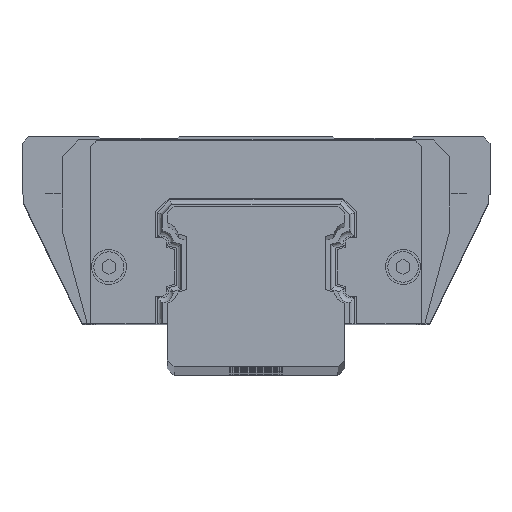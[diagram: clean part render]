
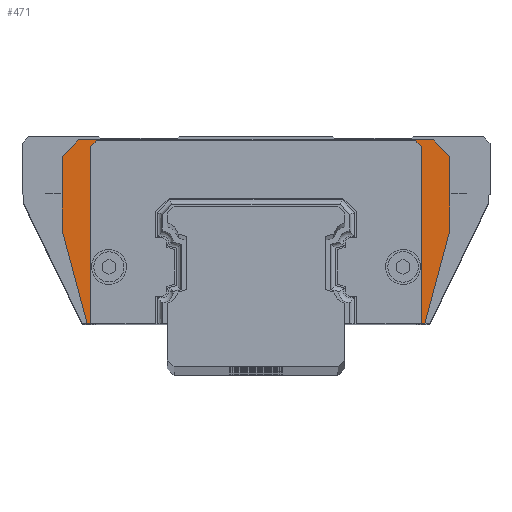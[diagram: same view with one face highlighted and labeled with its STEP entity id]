
A CAD part, top view. The second image highlights one B-rep face of the part: STEP entity #471.
In plain terms, the highlighted face is planar.
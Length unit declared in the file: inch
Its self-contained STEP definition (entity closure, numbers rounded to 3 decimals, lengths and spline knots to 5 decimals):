
#10 = VECTOR ( 'NONE', #6850, 39.37008 ) ;
#118 = EDGE_CURVE ( 'NONE', #7249, #12409, #7003, .T. ) ;
#192 = EDGE_CURVE ( 'NONE', #12409, #1191, #9524, .T. ) ;
#210 = EDGE_CURVE ( 'NONE', #1191, #3681, #10650, .T. ) ;
#471 = ADVANCED_FACE ( 'NONE', ( #13447 ), #2557, .T. ) ;
#495 = CARTESIAN_POINT ( 'NONE',  ( -0.51181, 0.74797, 1.94881 ) ) ;
#704 = VECTOR ( 'NONE', #7618, 39.37008 ) ;
#737 = DIRECTION ( 'NONE',  ( 0., 0., -1. ) ) ;
#782 = CARTESIAN_POINT ( 'NONE',  ( -0.51181, 0.82651, 2.08663 ) ) ;
#864 = VERTEX_POINT ( 'NONE', #13054 ) ;
#973 = EDGE_CURVE ( 'NONE', #12728, #7240, #2769, .T. ) ;
#1040 = EDGE_CURVE ( 'NONE', #7240, #13620, #4896, .T. ) ;
#1061 = EDGE_CURVE ( 'NONE', #13620, #4490, #9511, .T. ) ;
#1083 = EDGE_CURVE ( 'NONE', #7837, #864, #3590, .T. ) ;
#1120 = EDGE_CURVE ( 'NONE', #1182, #7837, #3244, .T. ) ;
#1139 = EDGE_CURVE ( 'NONE', #9234, #1182, #10957, .T. ) ;
#1182 = VERTEX_POINT ( 'NONE', #11551 ) ;
#1191 = VERTEX_POINT ( 'NONE', #11997 ) ;
#1232 = EDGE_CURVE ( 'NONE', #9576, #9234, #4389, .T. ) ;
#1350 = DIRECTION ( 'NONE',  ( 0., -1., 0. ) ) ;
#1613 = DIRECTION ( 'NONE',  ( 0., 0., 1. ) ) ;
#1629 = CARTESIAN_POINT ( 'NONE',  ( -0.51181, -1.33858, 1.04331 ) ) ;
#1960 = ORIENTED_EDGE ( 'NONE', *, *, #1083, .F. ) ;
#2140 = ORIENTED_EDGE ( 'NONE', *, *, #1120, .F. ) ;
#2431 = VECTOR ( 'NONE', #3925, 39.37008 ) ;
#2490 = DIRECTION ( 'NONE',  ( 0., 0., 1. ) ) ;
#2502 = DIRECTION ( 'NONE',  ( -1., 0., 0. ) ) ;
#2557 = PLANE ( 'NONE',  #7778 ) ;
#2583 = ORIENTED_EDGE ( 'NONE', *, *, #11939, .T. ) ;
#2636 = CARTESIAN_POINT ( 'NONE',  ( -0.51181, -0.95895, -1.10397 ) ) ;
#2769 = LINE ( 'NONE', #4027, #2431 ) ;
#2777 = CARTESIAN_POINT ( 'NONE',  ( -0.51181, -0.23623, -2.28338 ) ) ;
#2793 = DIRECTION ( 'NONE',  ( 0., -0.966, 0.259 ) ) ;
#3243 = ORIENTED_EDGE ( 'NONE', *, *, #210, .T. ) ;
#3244 = LINE ( 'NONE', #8413, #8464 ) ;
#3341 = CARTESIAN_POINT ( 'NONE',  ( -0.51181, 0.81531, 1.88147 ) ) ;
#3422 = CARTESIAN_POINT ( 'NONE',  ( -0.51181, 0.62993, -2.28338 ) ) ;
#3590 = LINE ( 'NONE', #7858, #704 ) ;
#3681 = VERTEX_POINT ( 'NONE', #8195 ) ;
#3761 = EDGE_CURVE ( 'NONE', #3681, #864, #7480, .T. ) ;
#3925 = DIRECTION ( 'NONE',  ( 0., 0.966, 0.259 ) ) ;
#4027 = CARTESIAN_POINT ( 'NONE',  ( -0.51181, -1.33858, 1.9882 ) ) ;
#4239 = VECTOR ( 'NONE', #6852, 39.37008 ) ;
#4267 = DIRECTION ( 'NONE',  ( 0., -0.707, -0.707 ) ) ;
#4389 = LINE ( 'NONE', #12305, #9667 ) ;
#4490 = VERTEX_POINT ( 'NONE', #11627 ) ;
#4604 = VERTEX_POINT ( 'NONE', #11175 ) ;
#4746 = VECTOR ( 'NONE', #10505, 39.37008 ) ;
#4761 = EDGE_CURVE ( 'NONE', #4604, #9576, #7484, .T. ) ;
#4896 = LINE ( 'NONE', #6008, #6984 ) ;
#4946 = ORIENTED_EDGE ( 'NONE', *, *, #1061, .T. ) ;
#5133 = CARTESIAN_POINT ( 'NONE',  ( -0.51181, 0.74797, -1.94867 ) ) ;
#5430 = CARTESIAN_POINT ( 'NONE',  ( -0.51181, 0.62965, 2.28349 ) ) ;
#6008 = CARTESIAN_POINT ( 'NONE',  ( -0.51181, -0.23644, 2.2834 ) ) ;
#6089 = CARTESIAN_POINT ( 'NONE',  ( -0.51181, -1.33858, -1.98819 ) ) ;
#6138 = DIRECTION ( 'NONE',  ( 0., 1., 0. ) ) ;
#6237 = CARTESIAN_POINT ( 'NONE',  ( -0.51181, 0.81531, 0. ) ) ;
#6467 = ORIENTED_EDGE ( 'NONE', *, *, #1040, .T. ) ;
#6519 = DIRECTION ( 'NONE',  ( 0., 0., 1. ) ) ;
#6609 = EDGE_CURVE ( 'NONE', #4604, #12728, #11938, .T. ) ;
#6729 = CARTESIAN_POINT ( 'NONE',  ( -0.51181, 0.62965, 2.28349 ) ) ;
#6850 = DIRECTION ( 'NONE',  ( 0., 0., -1. ) ) ;
#6852 = DIRECTION ( 'NONE',  ( 0., 0.707, -0.707 ) ) ;
#6984 = VECTOR ( 'NONE', #6138, 39.37008 ) ;
#7003 = LINE ( 'NONE', #8198, #12294 ) ;
#7160 = VECTOR ( 'NONE', #6519, 39.37008 ) ;
#7240 = VERTEX_POINT ( 'NONE', #12375 ) ;
#7249 = VERTEX_POINT ( 'NONE', #12063 ) ;
#7480 = LINE ( 'NONE', #6089, #7160 ) ;
#7484 = LINE ( 'NONE', #10524, #4746 ) ;
#7618 = DIRECTION ( 'NONE',  ( 0., -1., 0. ) ) ;
#7778 = AXIS2_PLACEMENT_3D ( 'NONE', #2636, #2502, #2490 ) ;
#7837 = VERTEX_POINT ( 'NONE', #5133 ) ;
#7858 = CARTESIAN_POINT ( 'NONE',  ( -0.51181, 0., -1.94867 ) ) ;
#8148 = VECTOR ( 'NONE', #2793, 39.37008 ) ;
#8195 = CARTESIAN_POINT ( 'NONE',  ( -0.51181, -1.33858, -1.98819 ) ) ;
#8198 = CARTESIAN_POINT ( 'NONE',  ( -0.51181, 0.82676, -2.08655 ) ) ;
#8243 = ORIENTED_EDGE ( 'NONE', *, *, #192, .T. ) ;
#8261 = DIRECTION ( 'NONE',  ( 0., -0.707, -0.707 ) ) ;
#8413 = CARTESIAN_POINT ( 'NONE',  ( -0.51181, 1.34832, -1.34832 ) ) ;
#8464 = VECTOR ( 'NONE', #8261, 39.37008 ) ;
#8804 = ORIENTED_EDGE ( 'NONE', *, *, #3761, .T. ) ;
#9176 = ORIENTED_EDGE ( 'NONE', *, *, #4761, .F. ) ;
#9234 = VERTEX_POINT ( 'NONE', #3341 ) ;
#9511 = LINE ( 'NONE', #6729, #4239 ) ;
#9524 = LINE ( 'NONE', #3422, #11309 ) ;
#9576 = VERTEX_POINT ( 'NONE', #495 ) ;
#9667 = VECTOR ( 'NONE', #12287, 39.37008 ) ;
#9777 = VECTOR ( 'NONE', #737, 39.37008 ) ;
#9862 = EDGE_LOOP ( 'NONE', ( #1960, #2140, #12314, #12167, #9176, #11195, #12685, #6467, #4946, #2583, #13650, #8243, #3243, #8804 ) ) ;
#10093 = LINE ( 'NONE', #782, #9777 ) ;
#10505 = DIRECTION ( 'NONE',  ( 0., 1., 0. ) ) ;
#10524 = CARTESIAN_POINT ( 'NONE',  ( -0.51181, 0., 1.94881 ) ) ;
#10650 = LINE ( 'NONE', #2777, #8148 ) ;
#10680 = CARTESIAN_POINT ( 'NONE',  ( -0.51181, -1.33858, 1.9882 ) ) ;
#10957 = LINE ( 'NONE', #6237, #10 ) ;
#11175 = CARTESIAN_POINT ( 'NONE',  ( -0.51181, -1.33858, 1.94881 ) ) ;
#11195 = ORIENTED_EDGE ( 'NONE', *, *, #6609, .T. ) ;
#11309 = VECTOR ( 'NONE', #1350, 39.37008 ) ;
#11551 = CARTESIAN_POINT ( 'NONE',  ( -0.51181, 0.81531, -1.88133 ) ) ;
#11594 = CARTESIAN_POINT ( 'NONE',  ( -0.51181, 0.62993, -2.28338 ) ) ;
#11627 = CARTESIAN_POINT ( 'NONE',  ( -0.51181, 0.82651, 2.08663 ) ) ;
#11938 = LINE ( 'NONE', #1629, #12270 ) ;
#11939 = EDGE_CURVE ( 'NONE', #4490, #7249, #10093, .T. ) ;
#11997 = CARTESIAN_POINT ( 'NONE',  ( -0.51181, -0.23623, -2.28338 ) ) ;
#12063 = CARTESIAN_POINT ( 'NONE',  ( -0.51181, 0.82676, -2.08655 ) ) ;
#12167 = ORIENTED_EDGE ( 'NONE', *, *, #1232, .F. ) ;
#12270 = VECTOR ( 'NONE', #1613, 39.37008 ) ;
#12287 = DIRECTION ( 'NONE',  ( 0., 0.707, -0.707 ) ) ;
#12294 = VECTOR ( 'NONE', #4267, 39.37008 ) ;
#12305 = CARTESIAN_POINT ( 'NONE',  ( -0.51181, 1.34839, 1.34839 ) ) ;
#12314 = ORIENTED_EDGE ( 'NONE', *, *, #1139, .F. ) ;
#12375 = CARTESIAN_POINT ( 'NONE',  ( -0.51181, -0.23644, 2.2834 ) ) ;
#12409 = VERTEX_POINT ( 'NONE', #11594 ) ;
#12685 = ORIENTED_EDGE ( 'NONE', *, *, #973, .T. ) ;
#12728 = VERTEX_POINT ( 'NONE', #10680 ) ;
#13054 = CARTESIAN_POINT ( 'NONE',  ( -0.51181, -1.33858, -1.94867 ) ) ;
#13447 = FACE_OUTER_BOUND ( 'NONE', #9862, .T. ) ;
#13620 = VERTEX_POINT ( 'NONE', #5430 ) ;
#13650 = ORIENTED_EDGE ( 'NONE', *, *, #118, .T. ) ;
